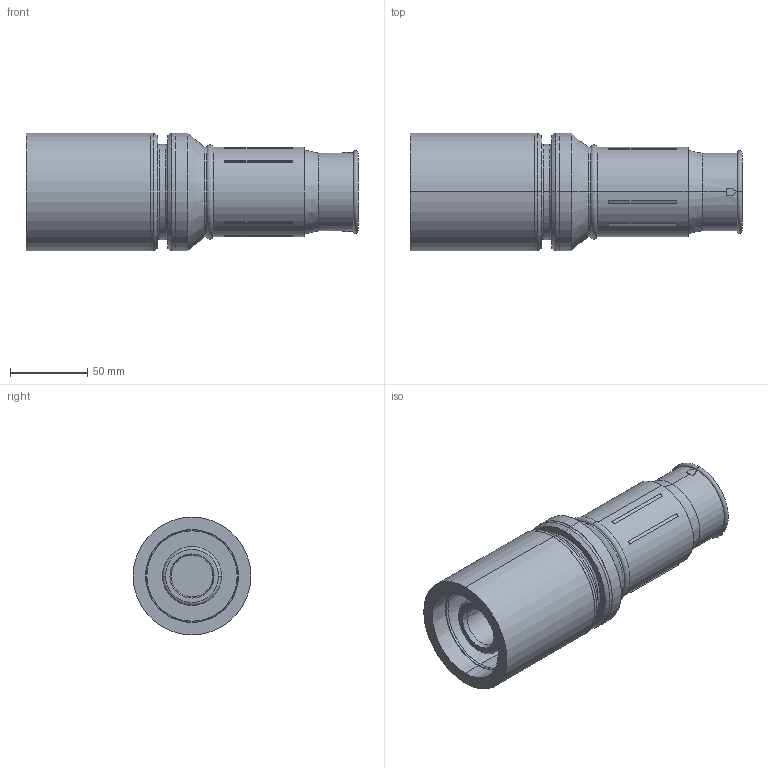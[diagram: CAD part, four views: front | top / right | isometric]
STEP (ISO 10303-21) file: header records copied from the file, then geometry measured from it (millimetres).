
FILE_DESCRIPTION (( 'STEP AP214' ), '1' );
FILE_NAME ('CATSTD-49F77-000-M01.STEP', '2021-11-22T20:21:11', ( '' ), ( '' ), 'SwSTEP 2.0', 'SolidWorks 2020', '' );
FILE_SCHEMA (( 'AUTOMOTIVE_DESIGN' ));
Length unit declared in the file: inch
Products named in the file (1): CATSTD-49F77-000-M01
Bounding box: 214.88 x 76.2 x 76.2 mm (x, y, z)
Volume: 634492.2 mm3; surface area: 78835.6 mm2
Topology: 1 solids, 1 shells, 101 faces, 216 edges, 134 vertices
Faces by surface type: plane 49, cylinder 26, cone 20, torus 6
Entity records: 2885 total; most frequent: DIRECTION 514, CARTESIAN_POINT 464, ORIENTED_EDGE 432, EDGE_CURVE 216, AXIS2_PLACEMENT_3D 200, VERTEX_POINT 134, EDGE_LOOP 118, LINE 114
